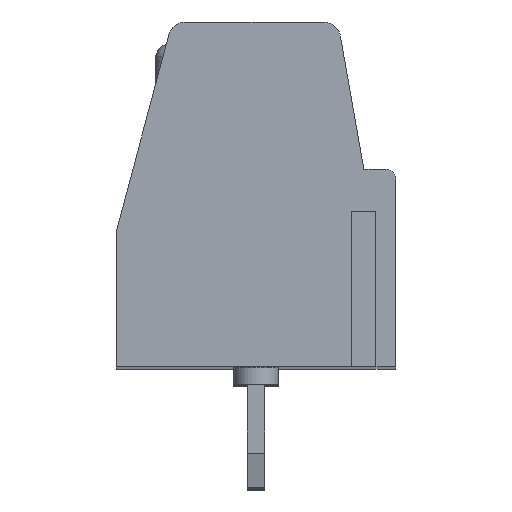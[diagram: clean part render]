
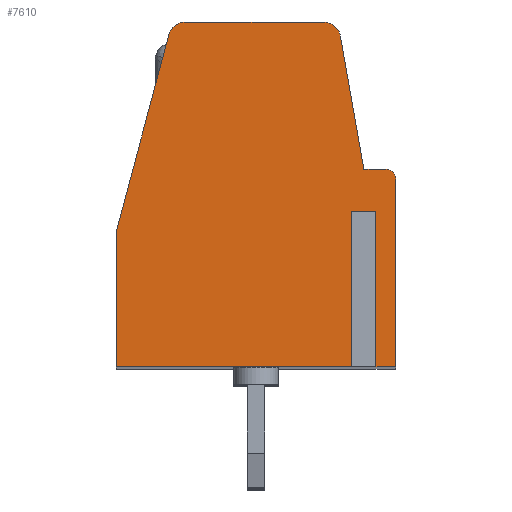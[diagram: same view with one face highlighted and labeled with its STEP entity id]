
A CAD part, top view. The second image highlights one B-rep face of the part: STEP entity #7610.
In plain terms, the highlighted face is planar.
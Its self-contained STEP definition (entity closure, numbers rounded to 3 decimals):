
#4870=CARTESIAN_POINT('',(-38.767,-26.716,-7.62));
#4880=DIRECTION('',(0.,-1.,0.));
#4890=VECTOR('',#4880,1.);
#4900=LINE('',#4870,#4890);
#4910=CARTESIAN_POINT('',(-38.767,20.009,-7.62));
#4920=VERTEX_POINT('',#4910);
#4930=CARTESIAN_POINT('',(-38.767,15.509,-7.62));
#4940=VERTEX_POINT('',#4930);
#4950=EDGE_CURVE('',#4920,#4940,#4900,.T.);
#6520=CARTESIAN_POINT('',(0.,0.,-7.62));
#6530=DIRECTION('',(0.,0.,1.));
#6540=DIRECTION('',(1.,0.,0.));
#6550=AXIS2_PLACEMENT_3D('',#6520,#6530,#6540);
#6560=PLANE('',#6550);
#6570=CARTESIAN_POINT('',(-33.813,25.009,-7.62));
#6580=DIRECTION('',(0.,0.,1.));
#6590=DIRECTION('',(1.,0.,0.));
#6600=AXIS2_PLACEMENT_3D('',#6570,#6580,#6590);
#6610=CIRCLE('',#6600,0.5);
#6620=CARTESIAN_POINT('',(-33.33,25.138,-7.62));
#6630=VERTEX_POINT('',#6620);
#6640=CARTESIAN_POINT('',(-33.813,25.509,-7.62));
#6650=VERTEX_POINT('',#6640);
#6660=EDGE_CURVE('',#6630,#6650,#6610,.T.);
#6670=ORIENTED_EDGE('',*,*,#6660,.F.);
#6680=CARTESIAN_POINT('',(-88.926,25.509,-7.62));
#6690=DIRECTION('',(1.,0.,0.));
#6700=VECTOR('',#6690,1.);
#6710=LINE('',#6680,#6700);
#6720=CARTESIAN_POINT('',(-37.809,25.509,-7.62));
#6730=VERTEX_POINT('',#6720);
#6740=EDGE_CURVE('',#6730,#6650,#6710,.T.);
#6750=ORIENTED_EDGE('',*,*,#6740,.T.);
#6760=CARTESIAN_POINT('',(-37.809,25.009,-7.62));
#6770=DIRECTION('',(0.,0.,1.));
#6780=DIRECTION('',(1.,0.,0.));
#6790=AXIS2_PLACEMENT_3D('',#6760,#6770,#6780);
#6800=CIRCLE('',#6790,0.5);
#6810=CARTESIAN_POINT('',(-38.302,25.096,-7.62));
#6820=VERTEX_POINT('',#6810);
#6830=EDGE_CURVE('',#6730,#6820,#6800,.T.);
#6840=ORIENTED_EDGE('',*,*,#6830,.F.);
#6850=CARTESIAN_POINT('',(-47.438,-26.716,-7.62));
#6860=DIRECTION('',(0.174,0.985,0.));
#6870=VECTOR('',#6860,1.);
#6880=LINE('',#6850,#6870);
#6890=CARTESIAN_POINT('',(-38.982,21.239,-7.62));
#6900=VERTEX_POINT('',#6890);
#6910=EDGE_CURVE('',#6900,#6820,#6880,.T.);
#6920=ORIENTED_EDGE('',*,*,#6910,.T.);
#6930=CARTESIAN_POINT('',(-88.926,21.239,-7.62));
#6940=DIRECTION('',(1.,0.,0.));
#6950=VECTOR('',#6940,1.);
#6960=LINE('',#6930,#6950);
#6970=CARTESIAN_POINT('',(-39.604,21.239,-7.62));
#6980=VERTEX_POINT('',#6970);
#6990=EDGE_CURVE('',#6980,#6900,#6960,.T.);
#7000=ORIENTED_EDGE('',*,*,#6990,.T.);
#7010=CARTESIAN_POINT('',(-39.604,20.939,-7.62));
#7020=DIRECTION('',(0.,0.,1.));
#7030=DIRECTION('',(1.,0.,0.));
#7040=AXIS2_PLACEMENT_3D('',#7010,#7020,#7030);
#7050=CIRCLE('',#7040,0.3);
#7060=CARTESIAN_POINT('',(-39.904,20.939,-7.62));
#7070=VERTEX_POINT('',#7060);
#7080=EDGE_CURVE('',#6980,#7070,#7050,.T.);
#7090=ORIENTED_EDGE('',*,*,#7080,.F.);
#7100=CARTESIAN_POINT('',(-39.904,-26.716,-7.62));
#7110=DIRECTION('',(0.,1.,0.));
#7120=VECTOR('',#7110,1.);
#7130=LINE('',#7100,#7120);
#7140=CARTESIAN_POINT('',(-39.904,15.509,-7.62));
#7150=VERTEX_POINT('',#7140);
#7160=EDGE_CURVE('',#7150,#7070,#7130,.T.);
#7170=ORIENTED_EDGE('',*,*,#7160,.T.);
#7180=CARTESIAN_POINT('',(-88.926,15.509,-7.62));
#7190=DIRECTION('',(-1.,0.,0.));
#7200=VECTOR('',#7190,1.);
#7210=LINE('',#7180,#7200);
#7220=CARTESIAN_POINT('',(-39.181,15.509,-7.62));
#7230=VERTEX_POINT('',#7220);
#7240=EDGE_CURVE('',#7230,#7150,#7210,.T.);
#7250=ORIENTED_EDGE('',*,*,#7240,.T.);
#7260=CARTESIAN_POINT('',(-39.181,-26.716,-7.62));
#7270=DIRECTION('',(0.,1.,0.));
#7280=VECTOR('',#7270,1.);
#7290=LINE('',#7260,#7280);
#7300=CARTESIAN_POINT('',(-39.181,20.009,-7.62));
#7310=VERTEX_POINT('',#7300);
#7320=EDGE_CURVE('',#7230,#7310,#7290,.T.);
#7330=ORIENTED_EDGE('',*,*,#7320,.F.);
#7340=CARTESIAN_POINT('',(-88.926,20.009,-7.62));
#7350=DIRECTION('',(-1.,0.,0.));
#7360=VECTOR('',#7350,1.);
#7370=LINE('',#7340,#7360);
#7380=EDGE_CURVE('',#4920,#7310,#7370,.T.);
#7390=ORIENTED_EDGE('',*,*,#7380,.T.);
#7400=ORIENTED_EDGE('',*,*,#4950,.F.);
#7410=CARTESIAN_POINT('',(-31.804,15.509,-7.62));
#7420=VERTEX_POINT('',#7410);
#7430=EDGE_CURVE('',#7420,#4940,#7210,.T.);
#7440=ORIENTED_EDGE('',*,*,#7430,.T.);
#7450=CARTESIAN_POINT('',(-31.804,-26.716,-7.62));
#7460=DIRECTION('',(0.,-1.,0.));
#7470=VECTOR('',#7460,1.);
#7480=LINE('',#7450,#7470);
#7490=CARTESIAN_POINT('',(-31.804,19.444,-7.62));
#7500=VERTEX_POINT('',#7490);
#7510=EDGE_CURVE('',#7500,#7420,#7480,.T.);
#7520=ORIENTED_EDGE('',*,*,#7510,.T.);
#7530=CARTESIAN_POINT('',(-19.435,-26.716,-7.62));
#7540=DIRECTION('',(0.259,-0.966,0.));
#7550=VECTOR('',#7540,1.);
#7560=LINE('',#7530,#7550);
#7570=EDGE_CURVE('',#6630,#7500,#7560,.T.);
#7580=ORIENTED_EDGE('',*,*,#7570,.T.);
#7590=EDGE_LOOP('',(#7580,#7520,#7440,#7400,#7390,#7330,#7250,#7170,
#7090,#7000,#6920,#6840,#6750,#6670));
#7600=FACE_OUTER_BOUND('',#7590,.T.);
#7610=ADVANCED_FACE('',(#7600),#6560,.F.);
